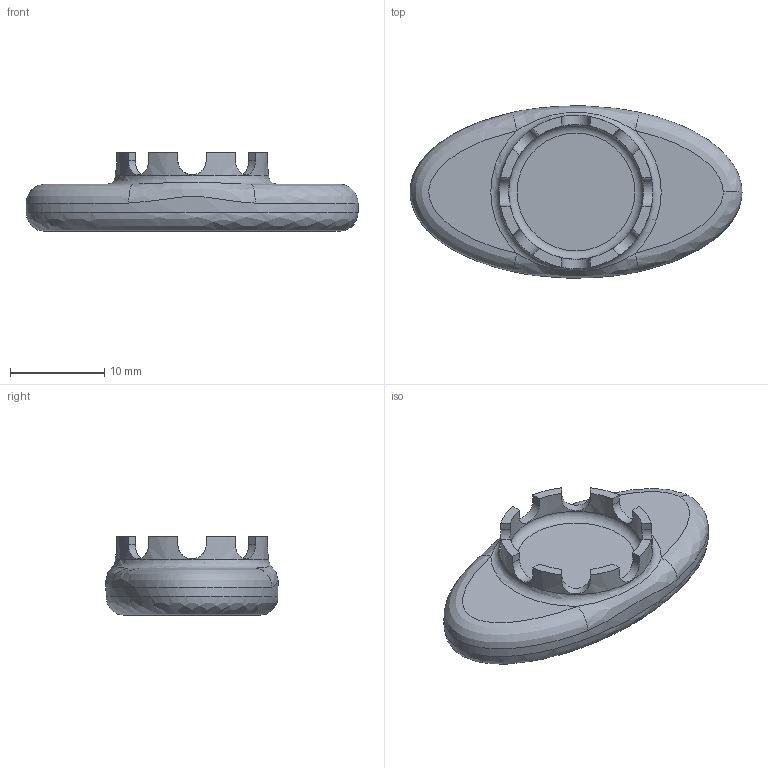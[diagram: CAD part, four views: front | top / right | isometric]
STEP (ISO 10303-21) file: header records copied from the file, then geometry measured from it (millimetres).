
FILE_DESCRIPTION(('FreeCAD Model'),'2;1');
FILE_NAME('Open CASCADE Shape Model','2024-01-06T23:11:43',('Author'),( ''),'Open CASCADE STEP processor 7.7','FreeCAD','Unknown');
FILE_SCHEMA(('AUTOMOTIVE_DESIGN { 1 0 10303 214 1 1 1 1 }'));
Length unit declared in the file: millimetre
Products named in the file (2): Part; Body
Assembly tree (1 placements, depth 2):
  Part
    Body
Bounding box: 35.25 x 18.28 x 8.35 mm (x, y, z)
Volume: 2529.1 mm3; surface area: 1515.7 mm2
Topology: 1 solids, 1 shells, 47 faces, 127 edges, 82 vertices
Faces by surface type: plane 28, cylinder 10, bspline 6, torus 2, extrusion 1
Full cylindrical faces by diameter (mm): 14.3 x1, 16.3 x1
Entity records: 2443 total; most frequent: CARTESIAN_POINT 1311, ORIENTED_EDGE 254, DIRECTION 202, EDGE_CURVE 127, VERTEX_POINT 82, VECTOR 68, AXIS2_PLACEMENT_3D 67, LINE 67
